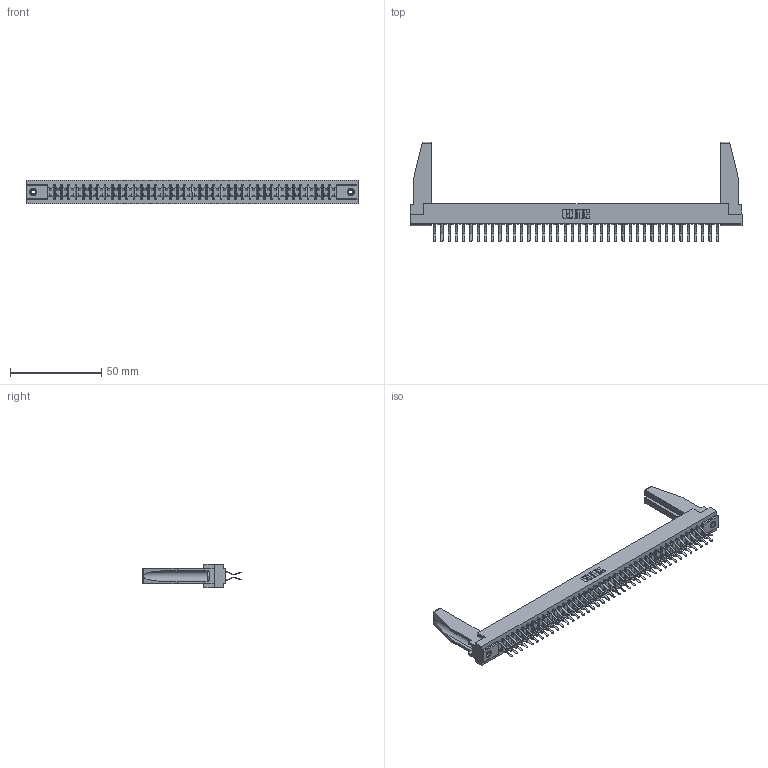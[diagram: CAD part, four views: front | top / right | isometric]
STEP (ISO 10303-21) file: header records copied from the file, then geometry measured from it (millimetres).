
FILE_DESCRIPTION (( 'STEP AP203' ), '1' );
FILE_NAME ('357-080-560-278.STEP', '2019-09-19T16:17:38', ( '' ), ( '' ), 'SwSTEP 2.0', 'SolidWorks 2016', '' );
FILE_SCHEMA (( 'CONFIG_CONTROL_DESIGN' ));
Length unit declared in the file: inch
Products named in the file (5): 345-250-001_345-250-001-102; 357-080-560-278; 307-220-078; 307 Part_.156 Dia Mounting Holes; 307-290-001_560
Assembly tree (85 placements, depth 2):
  357-080-560-278
    307 Part_.156 Dia Mounting Holes
    307-290-001_560  x80
    307-220-078  x2
    345-250-001_345-250-001-102  x2
Bounding box: 181.51 x 54.43 x 12.7 mm (x, y, z)
Volume: 23380.2 mm3; surface area: 28043.9 mm2
Topology: 85 solids, 85 shells, 4289 faces, 12013 edges, 7782 vertices
Faces by surface type: plane 2794, cylinder 1397, sphere 82, cone 12, torus 4
Entity records: 38361 total; most frequent: CARTESIAN_POINT 6286, ORIENTED_EDGE 6188, DIRECTION 6112, EDGE_CURVE 3094, LINE 2376, VECTOR 2376, VERTEX_POINT 2000, AXIS2_PLACEMENT_3D 1868
